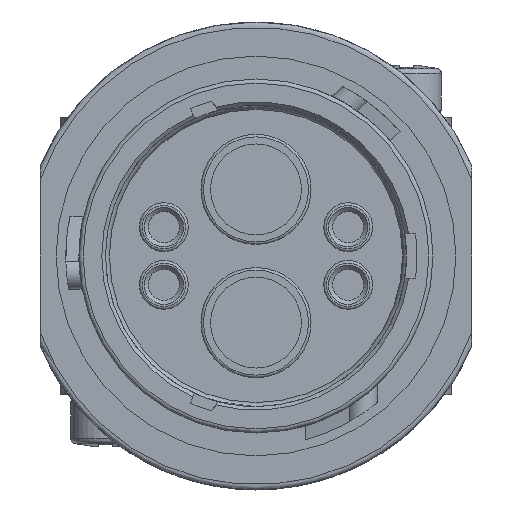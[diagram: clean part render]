
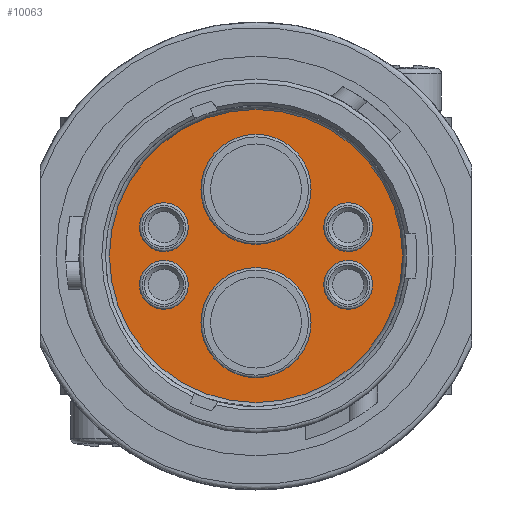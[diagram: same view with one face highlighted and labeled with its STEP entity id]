
A CAD part, left-side view. The second image highlights one B-rep face of the part: STEP entity #10063.
In plain terms, the highlighted face is planar.
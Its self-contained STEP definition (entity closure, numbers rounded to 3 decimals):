
#1468=PLANE('',#10788);
#2885=ORIENTED_EDGE('',*,*,#4220,.F.);
#2886=ORIENTED_EDGE('',*,*,#4221,.F.);
#2887=ORIENTED_EDGE('',*,*,#4222,.F.);
#2888=ORIENTED_EDGE('',*,*,#4223,.F.);
#2889=ORIENTED_EDGE('',*,*,#4224,.F.);
#2890=ORIENTED_EDGE('',*,*,#4225,.F.);
#2891=ORIENTED_EDGE('',*,*,#4219,.T.);
#4219=EDGE_CURVE('',#4992,#4992,#5402,.T.);
#4220=EDGE_CURVE('',#4993,#4993,#5403,.F.);
#4221=EDGE_CURVE('',#4994,#4994,#5404,.F.);
#4222=EDGE_CURVE('',#4995,#4995,#5405,.F.);
#4223=EDGE_CURVE('',#4996,#4996,#5406,.F.);
#4224=EDGE_CURVE('',#4997,#4997,#5407,.F.);
#4225=EDGE_CURVE('',#4998,#4998,#5408,.F.);
#4992=VERTEX_POINT('',#15130);
#4993=VERTEX_POINT('',#15133);
#4994=VERTEX_POINT('',#15135);
#4995=VERTEX_POINT('',#15137);
#4996=VERTEX_POINT('',#15139);
#4997=VERTEX_POINT('',#15141);
#4998=VERTEX_POINT('',#15143);
#5402=CIRCLE('',#10787,14.35);
#5403=CIRCLE('',#10789,2.325);
#5404=CIRCLE('',#10790,2.325);
#5405=CIRCLE('',#10791,2.325);
#5406=CIRCLE('',#10792,2.325);
#5407=CIRCLE('',#10793,5.25);
#5408=CIRCLE('',#10794,5.25);
#5867=EDGE_LOOP('',(#2885));
#5868=EDGE_LOOP('',(#2886));
#5869=EDGE_LOOP('',(#2887));
#5870=EDGE_LOOP('',(#2888));
#5871=EDGE_LOOP('',(#2889));
#5872=EDGE_LOOP('',(#2890));
#5873=EDGE_LOOP('',(#2891));
#6483=FACE_BOUND('',#5867,.T.);
#6484=FACE_BOUND('',#5868,.T.);
#6485=FACE_BOUND('',#5869,.T.);
#6486=FACE_BOUND('',#5870,.T.);
#6487=FACE_BOUND('',#5871,.T.);
#6488=FACE_BOUND('',#5872,.T.);
#6489=FACE_BOUND('',#5873,.T.);
#10063=ADVANCED_FACE('',(#6483,#6484,#6485,#6486,#6487,#6488,#6489),#1468,
 .F.);
#10787=AXIS2_PLACEMENT_3D('',#15129,#12481,#12482);
#10788=AXIS2_PLACEMENT_3D('',#15131,#12483,#12484);
#10789=AXIS2_PLACEMENT_3D('',#15132,#12485,#12486);
#10790=AXIS2_PLACEMENT_3D('',#15134,#12487,#12488);
#10791=AXIS2_PLACEMENT_3D('',#15136,#12489,#12490);
#10792=AXIS2_PLACEMENT_3D('',#15138,#12491,#12492);
#10793=AXIS2_PLACEMENT_3D('',#15140,#12493,#12494);
#10794=AXIS2_PLACEMENT_3D('',#15142,#12495,#12496);
#12481=DIRECTION('',(1.,0.,0.));
#12482=DIRECTION('',(0.,0.,-1.));
#12483=DIRECTION('',(-1.,0.,0.));
#12484=DIRECTION('',(0.,0.,1.));
#12485=DIRECTION('',(-1.,0.,0.));
#12486=DIRECTION('',(0.,0.,1.));
#12487=DIRECTION('',(-1.,0.,0.));
#12488=DIRECTION('',(0.,0.,1.));
#12489=DIRECTION('',(-1.,0.,0.));
#12490=DIRECTION('',(0.,0.,1.));
#12491=DIRECTION('',(-1.,0.,0.));
#12492=DIRECTION('',(0.,0.,1.));
#12493=DIRECTION('',(-1.,0.,0.));
#12494=DIRECTION('',(0.,0.,1.));
#12495=DIRECTION('',(-1.,0.,0.));
#12496=DIRECTION('',(0.,0.,1.));
#15129=CARTESIAN_POINT('',(28.9,0.,0.));
#15130=CARTESIAN_POINT('',(28.9,0.,-14.35));
#15131=CARTESIAN_POINT('',(28.9,14.35,0.));
#15132=CARTESIAN_POINT('',(28.9,-8.78,2.75));
#15133=CARTESIAN_POINT('',(28.9,-8.78,5.075));
#15134=CARTESIAN_POINT('',(28.9,8.78,2.75));
#15135=CARTESIAN_POINT('',(28.9,8.78,5.075));
#15136=CARTESIAN_POINT('',(28.9,-8.78,-2.75));
#15137=CARTESIAN_POINT('',(28.9,-8.78,-0.425));
#15138=CARTESIAN_POINT('',(28.9,8.78,-2.75));
#15139=CARTESIAN_POINT('',(28.9,8.78,-0.425));
#15140=CARTESIAN_POINT('',(28.9,0.,6.35));
#15141=CARTESIAN_POINT('',(28.9,0.,11.6));
#15142=CARTESIAN_POINT('',(28.9,0.,-6.35));
#15143=CARTESIAN_POINT('',(28.9,0.,-1.1));
